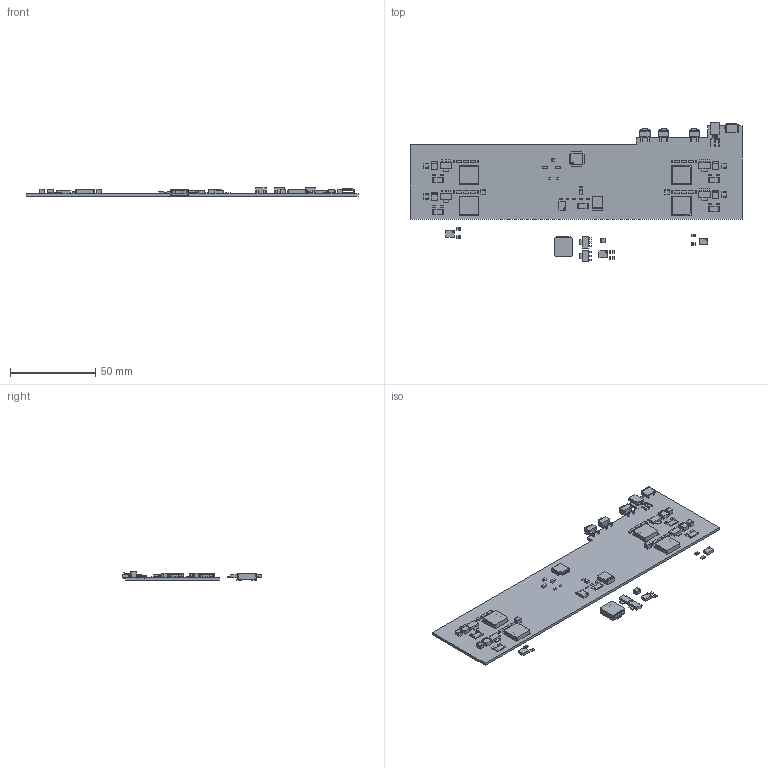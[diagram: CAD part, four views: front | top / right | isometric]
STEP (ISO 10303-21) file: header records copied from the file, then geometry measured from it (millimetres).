
FILE_DESCRIPTION(('Open CASCADE Model'),'2;1');
FILE_NAME('Open CASCADE Shape Model','2016-11-13T11:08:08',('Author'),( 'Open CASCADE'),'Open CASCADE STEP processor 6.2','Open CASCADE 6.2' ,'Unknown');
FILE_SCHEMA(('AUTOMOTIVE_DESIGN { 1 0 10303 214 1 1 1 1 }'));
Length unit declared in the file: millimetre
Products named in the file (212): PCB; Board; R30; 659768368; Extruded; 683144960; R6; 683144832; 683144704; R5; R4; R47; 683144320; 683141376; R46; VD14; 683150848; 683150976; C9; 683149568; 683149312; VD20; 683144448; VD19; VT7; 638524016; Cylinder; 683150592; R33; R32; R31; R29; R28; R27; R26; R25; R24; R22; R21; R20 ...
Assembly tree (479 placements, depth 4):
  PCB
    Board
    R30
      659768368  x2
        Extruded
      683144960
        Extruded
    R6
      683144832  x2
        Extruded
      683144704
        Extruded
    R5
      659768368  x2
        Extruded
      683144960
        Extruded
    R4
      659768368  x2
        Extruded
      683144960
        Extruded
    R47
      683144320  x2
        Extruded
      683141376
        Extruded
    R46
      683144320  x2
        Extruded
      683141376
        Extruded
    VD14
      683150848
        Extruded
      683150976
        Extruded
    C9
      683149568  x2
        Extruded
      683149312
        Extruded
    VD20
      683144448
        Extruded
    VD19
      683144448
        Extruded
    VT7
      638524016
        Cylinder
      683150592
        Extruded
    R33
      659768368  x2
        Extruded
      683144960
        Extruded
    R32
      659768368  x2
Bounding box: 195 x 81.8 x 5.03 mm (x, y, z)
Volume: 16861.6 mm3; surface area: 25037.5 mm2
Topology: 329 solids, 329 shells, 2027 faces, 4107 edges, 2738 vertices
Faces by surface type: plane 2021, cylinder 6
Full cylindrical faces by diameter (mm): 0.6 x1, 1 x5
Entity records: 28663 total; most frequent: DIRECTION 4397, CARTESIAN_POINT 4150, LINE 2595, VECTOR 2595, ORIENTED_EDGE 1746, PCURVE 1746, DEFINITIONAL_REPRESENTATION 1746, AXIS2_PLACEMENT_3D 901
